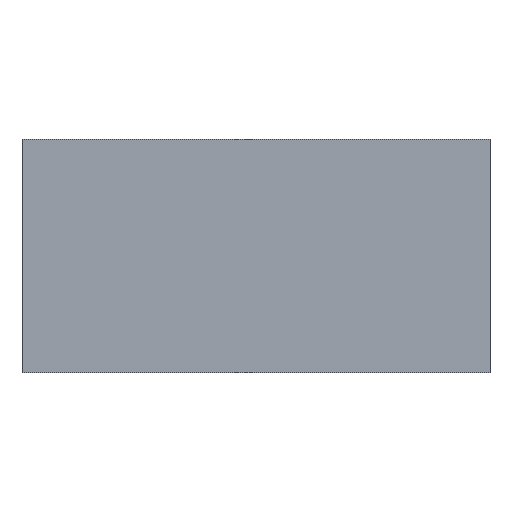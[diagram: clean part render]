
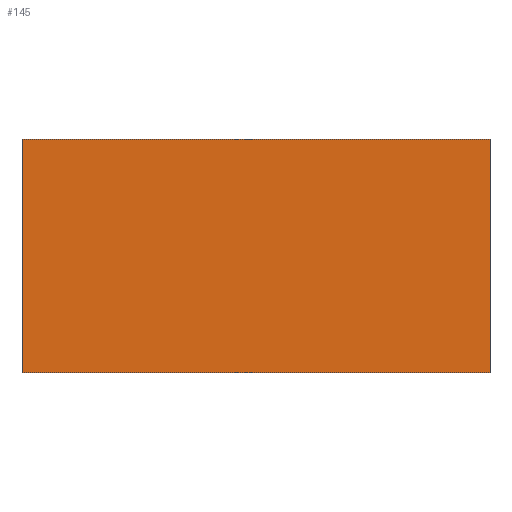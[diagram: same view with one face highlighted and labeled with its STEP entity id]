
A CAD part, left-side view. The second image highlights one B-rep face of the part: STEP entity #145.
In plain terms, the highlighted planar face has unit normal (-1, 0, 0).
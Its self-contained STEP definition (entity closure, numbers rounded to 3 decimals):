
#25=FACE_OUTER_BOUND('',#33,.T.);
#33=EDGE_LOOP('',(#103,#104,#105,#106));
#45=LINE('',#226,#59);
#46=LINE('',#228,#60);
#47=LINE('',#230,#61);
#48=LINE('',#231,#62);
#59=VECTOR('',#186,1.);
#60=VECTOR('',#187,1.);
#61=VECTOR('',#188,1.);
#62=VECTOR('',#189,1.);
#73=VERTEX_POINT('',#224);
#74=VERTEX_POINT('',#225);
#75=VERTEX_POINT('',#227);
#76=VERTEX_POINT('',#229);
#85=EDGE_CURVE('',#73,#74,#45,.T.);
#86=EDGE_CURVE('',#75,#74,#46,.T.);
#87=EDGE_CURVE('',#76,#75,#47,.T.);
#88=EDGE_CURVE('',#76,#73,#48,.T.);
#103=ORIENTED_EDGE('',*,*,#85,.T.);
#104=ORIENTED_EDGE('',*,*,#86,.F.);
#105=ORIENTED_EDGE('',*,*,#87,.F.);
#106=ORIENTED_EDGE('',*,*,#88,.T.);
#139=PLANE('',#170);
#145=ADVANCED_FACE('',(#25),#139,.F.);
#170=AXIS2_PLACEMENT_3D('',#223,#184,#185);
#184=DIRECTION('center_axis',(1.,0.,0.));
#185=DIRECTION('ref_axis',(0.,0.,-1.));
#186=DIRECTION('',(0.,-1.,0.));
#187=DIRECTION('',(0.,0.,-1.));
#188=DIRECTION('',(0.,-1.,0.));
#189=DIRECTION('',(0.,0.,-1.));
#223=CARTESIAN_POINT('Origin',(-37.5,10.,10.));
#224=CARTESIAN_POINT('',(-37.5,10.,0.));
#225=CARTESIAN_POINT('',(-37.5,-10.,0.));
#226=CARTESIAN_POINT('',(-37.5,10.,0.));
#227=CARTESIAN_POINT('',(-37.5,-10.,10.));
#228=CARTESIAN_POINT('',(-37.5,-10.,10.));
#229=CARTESIAN_POINT('',(-37.5,10.,10.));
#230=CARTESIAN_POINT('',(-37.5,10.,10.));
#231=CARTESIAN_POINT('',(-37.5,10.,10.));
